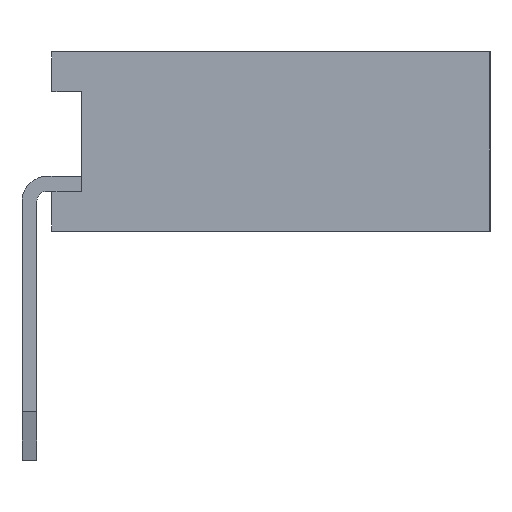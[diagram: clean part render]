
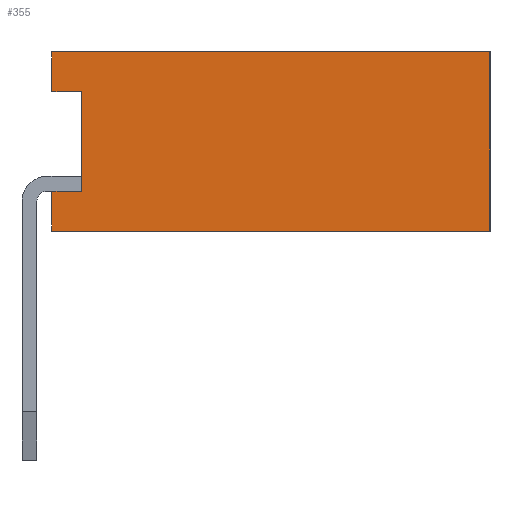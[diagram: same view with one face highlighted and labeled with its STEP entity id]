
A CAD part, left-side view. The second image highlights one B-rep face of the part: STEP entity #355.
In plain terms, the highlighted planar face has unit normal (-1, 0, 0).
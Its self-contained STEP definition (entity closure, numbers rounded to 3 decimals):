
#355=ADVANCED_FACE('',(#12642),#12644,.T.);
#12642=FACE_BOUND('',#12643,.T.);
#12643=EDGE_LOOP('',(#22463,#22464,#22465,#22466,#22467,#22468,#22469,#22470));
#12644=PLANE('',#12645);
#12645=AXIS2_PLACEMENT_3D('',#12646,#12647,#12648);
#12646=CARTESIAN_POINT('',(-0.635,-4.625,0.));
#12647=DIRECTION('',(-1.,0.,0.));
#12648=DIRECTION('',(0.,0.,1.));
#22463=ORIENTED_EDGE('',*,*,#29709,.T.);
#22464=ORIENTED_EDGE('',*,*,#29813,.T.);
#22465=ORIENTED_EDGE('',*,*,#29610,.T.);
#22466=ORIENTED_EDGE('',*,*,#29812,.F.);
#22467=ORIENTED_EDGE('',*,*,#29814,.F.);
#22468=ORIENTED_EDGE('',*,*,#29815,.T.);
#22469=ORIENTED_EDGE('',*,*,#29816,.T.);
#22470=ORIENTED_EDGE('',*,*,#29807,.F.);
#29610=EDGE_CURVE('',#33293,#33290,#33294,.F.);
#29709=EDGE_CURVE('',#33491,#33489,#33492,.F.);
#29807=EDGE_CURVE('',#33491,#33680,#33681,.T.);
#29812=EDGE_CURVE('',#33687,#33290,#33689,.T.);
#29813=EDGE_CURVE('',#33489,#33293,#33690,.T.);
#29814=EDGE_CURVE('',#33691,#33687,#33692,.T.);
#29815=EDGE_CURVE('',#33691,#33693,#33694,.T.);
#29816=EDGE_CURVE('',#33693,#33680,#33695,.T.);
#33290=VERTEX_POINT('',#39333);
#33293=VERTEX_POINT('',#39338);
#33294=LINE('',#39339,#39340);
#33489=VERTEX_POINT('',#39730);
#33491=VERTEX_POINT('',#39734);
#33492=LINE('',#39735,#39736);
#33680=VERTEX_POINT('',#40119);
#33681=LINE('',#40120,#40121);
#33687=VERTEX_POINT('',#40134);
#33689=LINE('',#40138,#40139);
#33690=LINE('',#40141,#40142);
#33691=VERTEX_POINT('',#40144);
#33692=LINE('',#40145,#40146);
#33693=VERTEX_POINT('',#40148);
#33694=LINE('',#40149,#40150);
#33695=LINE('',#40152,#40153);
#39333=CARTESIAN_POINT('',(-0.635,-0.225,0.4));
#39338=CARTESIAN_POINT('',(-0.635,-0.525,0.4));
#39339=CARTESIAN_POINT('',(-0.635,-0.225,0.4));
#39340=VECTOR('',#39341,1.);
#39341=DIRECTION('',(0.,-1.,0.));
#39730=CARTESIAN_POINT('',(-0.635,-0.525,1.4));
#39734=CARTESIAN_POINT('',(-0.635,-0.225,1.4));
#39735=CARTESIAN_POINT('',(-0.635,-0.525,1.4));
#39736=VECTOR('',#39737,1.);
#39737=DIRECTION('',(0.,1.,0.));
#40119=CARTESIAN_POINT('',(-0.635,-0.225,1.8));
#40120=CARTESIAN_POINT('',(-0.635,-0.225,1.4));
#40121=VECTOR('',#40122,1.);
#40122=DIRECTION('',(0.,0.,1.));
#40134=CARTESIAN_POINT('',(-0.635,-0.225,0.));
#40138=CARTESIAN_POINT('',(-0.635,-0.225,0.));
#40139=VECTOR('',#40140,1.);
#40140=DIRECTION('',(0.,0.,1.));
#40141=CARTESIAN_POINT('',(-0.635,-0.525,1.4));
#40142=VECTOR('',#40143,1.);
#40143=DIRECTION('',(0.,0.,-1.));
#40144=CARTESIAN_POINT('',(-0.635,-4.625,0.));
#40145=CARTESIAN_POINT('',(-0.635,-4.625,0.));
#40146=VECTOR('',#40147,1.);
#40147=DIRECTION('',(0.,1.,0.));
#40148=CARTESIAN_POINT('',(-0.635,-4.625,1.8));
#40149=CARTESIAN_POINT('',(-0.635,-4.625,0.));
#40150=VECTOR('',#40151,1.);
#40151=DIRECTION('',(0.,0.,1.));
#40152=CARTESIAN_POINT('',(-0.635,-4.625,1.8));
#40153=VECTOR('',#40154,1.);
#40154=DIRECTION('',(0.,1.,0.));
